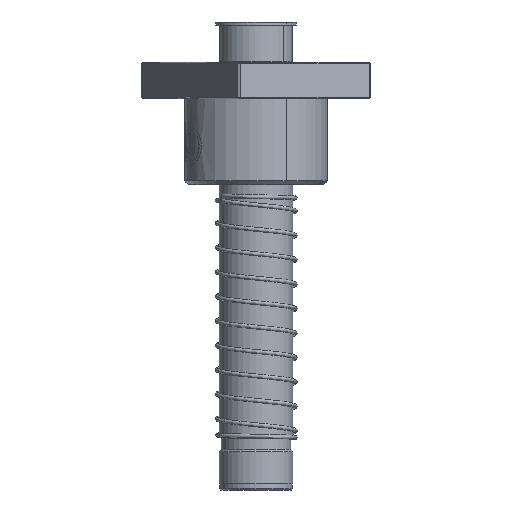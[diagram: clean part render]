
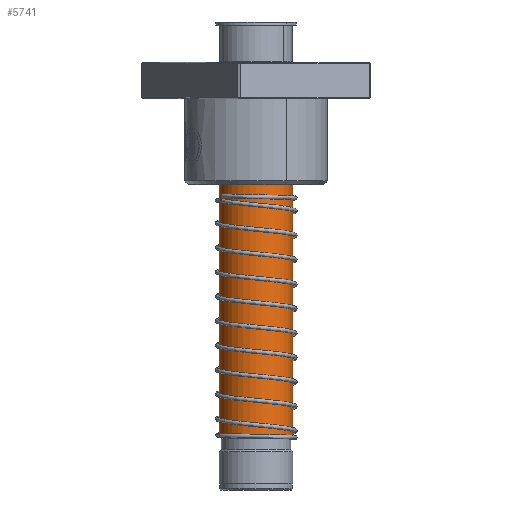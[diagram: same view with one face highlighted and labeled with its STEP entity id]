
A CAD part, front view. The second image highlights one B-rep face of the part: STEP entity #5741.
In plain terms, the highlighted cylindrical face has radius 30 mm (diameter 60 mm), a partial arc.
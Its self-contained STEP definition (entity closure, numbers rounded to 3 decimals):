
#1860 = DIRECTION ( 'NONE',  ( 0., 0., -1. ) ) ;
#3983 = ORIENTED_EDGE ( 'NONE', *, *, #5180, .T. ) ;
#4723 = FACE_OUTER_BOUND ( 'NONE', #31453, .T. ) ;
#4861 = DIRECTION ( 'NONE',  ( 0., 0., -1. ) ) ;
#5180 = EDGE_CURVE ( 'NONE', #50606, #36287, #17158, .T. ) ;
#5741 = ADVANCED_FACE ( 'NONE', ( #4723 ), #35730, .T. ) ;
#6275 = ORIENTED_EDGE ( 'NONE', *, *, #10396, .F. ) ;
#10396 = EDGE_CURVE ( 'NONE', #17348, #36287, #13545, .T. ) ;
#13545 = CIRCLE ( 'NONE', #47332, 30. ) ;
#14109 = DIRECTION ( 'NONE',  ( 0., 0., -1. ) ) ;
#17158 = LINE ( 'NONE', #36902, #55066 ) ;
#17348 = VERTEX_POINT ( 'NONE', #29793 ) ;
#21988 = EDGE_CURVE ( 'NONE', #35753, #50606, #33828, .T. ) ;
#24623 = DIRECTION ( 'NONE',  ( 0., 0., -1. ) ) ;
#24856 = LINE ( 'NONE', #50859, #31043 ) ;
#25425 = EDGE_CURVE ( 'NONE', #35753, #17348, #24856, .T. ) ;
#27707 = CARTESIAN_POINT ( 'NONE',  ( 0., 0., 350. ) ) ;
#29793 = CARTESIAN_POINT ( 'NONE',  ( 30., 0., 43.5 ) ) ;
#30248 = ORIENTED_EDGE ( 'NONE', *, *, #25425, .F. ) ;
#31043 = VECTOR ( 'NONE', #24623, 1000. ) ;
#31453 = EDGE_LOOP ( 'NONE', ( #30248, #42226, #3983, #6275 ) ) ;
#31602 = DIRECTION ( 'NONE',  ( -1., 0., 0. ) ) ;
#33828 = CIRCLE ( 'NONE', #43455, 30. ) ;
#35730 = CYLINDRICAL_SURFACE ( 'NONE', #50205, 30. ) ;
#35753 = VERTEX_POINT ( 'NONE', #55944 ) ;
#36287 = VERTEX_POINT ( 'NONE', #50334 ) ;
#36675 = DIRECTION ( 'NONE',  ( 1., 0., 0. ) ) ;
#36902 = CARTESIAN_POINT ( 'NONE',  ( -30., 0., 350. ) ) ;
#42226 = ORIENTED_EDGE ( 'NONE', *, *, #21988, .T. ) ;
#43455 = AXIS2_PLACEMENT_3D ( 'NONE', #45135, #14109, #36675 ) ;
#44338 = CARTESIAN_POINT ( 'NONE',  ( -30., 0., 347. ) ) ;
#45135 = CARTESIAN_POINT ( 'NONE',  ( 0., 0., 347. ) ) ;
#45269 = DIRECTION ( 'NONE',  ( 0., 0., -1. ) ) ;
#47332 = AXIS2_PLACEMENT_3D ( 'NONE', #49137, #4861, #31602 ) ;
#49137 = CARTESIAN_POINT ( 'NONE',  ( 0., 0., 43.5 ) ) ;
#50205 = AXIS2_PLACEMENT_3D ( 'NONE', #27707, #45269, #54871 ) ;
#50334 = CARTESIAN_POINT ( 'NONE',  ( -30., 0., 43.5 ) ) ;
#50606 = VERTEX_POINT ( 'NONE', #44338 ) ;
#50859 = CARTESIAN_POINT ( 'NONE',  ( 30., 0., 350. ) ) ;
#54871 = DIRECTION ( 'NONE',  ( -1., 0., 0. ) ) ;
#55066 = VECTOR ( 'NONE', #1860, 1000. ) ;
#55944 = CARTESIAN_POINT ( 'NONE',  ( 30., 0., 347. ) ) ;
